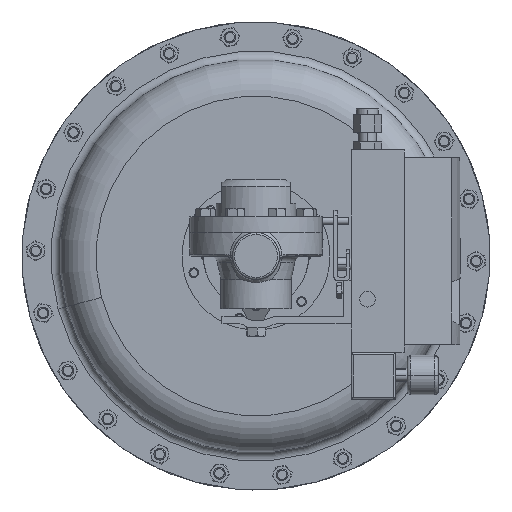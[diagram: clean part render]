
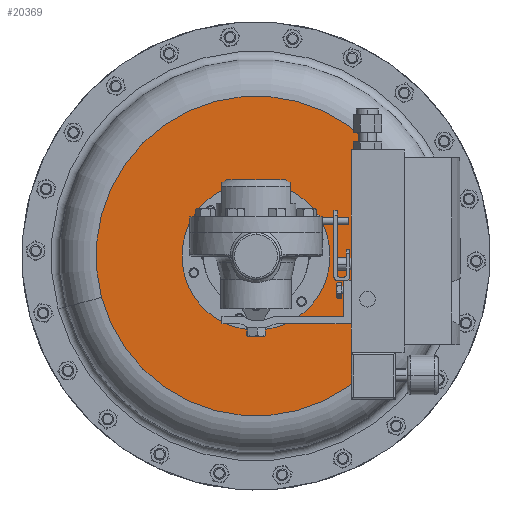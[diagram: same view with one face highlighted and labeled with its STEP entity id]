
A CAD part, front view. The second image highlights one B-rep face of the part: STEP entity #20369.
In plain terms, the highlighted planar face has unit normal (0, -1, 0).
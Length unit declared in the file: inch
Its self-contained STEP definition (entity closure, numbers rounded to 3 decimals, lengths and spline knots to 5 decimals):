
#2054 = AXIS2_PLACEMENT_3D ( 'NONE', #28391, #9239, #31530 ) ;
#2065 = CIRCLE ( 'NONE', #20132, 5.125 ) ;
#3151 = CARTESIAN_POINT ( 'NONE',  ( 0., 6.7225, 0. ) ) ;
#4301 = CIRCLE ( 'NONE', #2054, 5.125 ) ;
#4625 = CARTESIAN_POINT ( 'NONE',  ( 4.95037, 6.7225, 1.32645 ) ) ;
#5484 = DIRECTION ( 'NONE',  ( 0., 1., 0. ) ) ;
#6348 = DIRECTION ( 'NONE',  ( -0.707, 0., -0.707 ) ) ;
#6354 = AXIS2_PLACEMENT_3D ( 'NONE', #11177, #5484, #31811 ) ;
#7145 = FACE_OUTER_BOUND ( 'NONE', #8924, .T. ) ;
#8532 = CARTESIAN_POINT ( 'NONE',  ( 1.67938, 6.7225, 1.67938 ) ) ;
#8924 = EDGE_LOOP ( 'NONE', ( #26310, #32680 ) ) ;
#9239 = DIRECTION ( 'NONE',  ( 0., 1., 0. ) ) ;
#10686 = VERTEX_POINT ( 'NONE', #27549 ) ;
#11177 = CARTESIAN_POINT ( 'NONE',  ( 0., 6.7225, 0. ) ) ;
#15445 = CARTESIAN_POINT ( 'NONE',  ( -4.95037, 6.7225, -1.32645 ) ) ;
#17486 = CARTESIAN_POINT ( 'NONE',  ( 0., 6.7225, 0. ) ) ;
#18315 = AXIS2_PLACEMENT_3D ( 'NONE', #22935, #32936, #29281 ) ;
#20017 = VERTEX_POINT ( 'NONE', #4625 ) ;
#20132 = AXIS2_PLACEMENT_3D ( 'NONE', #17486, #39366, #20787 ) ;
#20369 = ADVANCED_FACE ( 'NONE', ( #7145, #38812 ), #22612, .T. ) ;
#20631 = VERTEX_POINT ( 'NONE', #15445 ) ;
#20787 = DIRECTION ( 'NONE',  ( 0.966, 0., 0.259 ) ) ;
#20819 = CIRCLE ( 'NONE', #6354, 2.375 ) ;
#21352 = EDGE_CURVE ( 'NONE', #30618, #10686, #20819, .T. ) ;
#22247 = ORIENTED_EDGE ( 'NONE', *, *, #21352, .T. ) ;
#22612 = PLANE ( 'NONE',  #18315 ) ;
#22935 = CARTESIAN_POINT ( 'NONE',  ( 1.32645, 6.7225, -4.95037 ) ) ;
#25568 = DIRECTION ( 'NONE',  ( 0., 1., 0. ) ) ;
#25644 = EDGE_CURVE ( 'NONE', #20017, #20631, #2065, .T. ) ;
#26310 = ORIENTED_EDGE ( 'NONE', *, *, #25644, .F. ) ;
#27549 = CARTESIAN_POINT ( 'NONE',  ( -1.67938, 6.7225, -1.67938 ) ) ;
#28391 = CARTESIAN_POINT ( 'NONE',  ( 0., 6.7225, 0. ) ) ;
#29281 = DIRECTION ( 'NONE',  ( -0.966, 0., -0.259 ) ) ;
#30618 = VERTEX_POINT ( 'NONE', #8532 ) ;
#30680 = EDGE_CURVE ( 'NONE', #20631, #20017, #4301, .T. ) ;
#31467 = EDGE_LOOP ( 'NONE', ( #22247, #40724 ) ) ;
#31530 = DIRECTION ( 'NONE',  ( 0.966, 0., 0.259 ) ) ;
#31633 = EDGE_CURVE ( 'NONE', #10686, #30618, #35498, .T. ) ;
#31811 = DIRECTION ( 'NONE',  ( -0.707, 0., -0.707 ) ) ;
#32680 = ORIENTED_EDGE ( 'NONE', *, *, #30680, .F. ) ;
#32936 = DIRECTION ( 'NONE',  ( 0., -1., 0. ) ) ;
#35498 = CIRCLE ( 'NONE', #35822, 2.375 ) ;
#35822 = AXIS2_PLACEMENT_3D ( 'NONE', #3151, #25568, #6348 ) ;
#38812 = FACE_BOUND ( 'NONE', #31467, .T. ) ;
#39366 = DIRECTION ( 'NONE',  ( 0., 1., 0. ) ) ;
#40724 = ORIENTED_EDGE ( 'NONE', *, *, #31633, .T. ) ;
